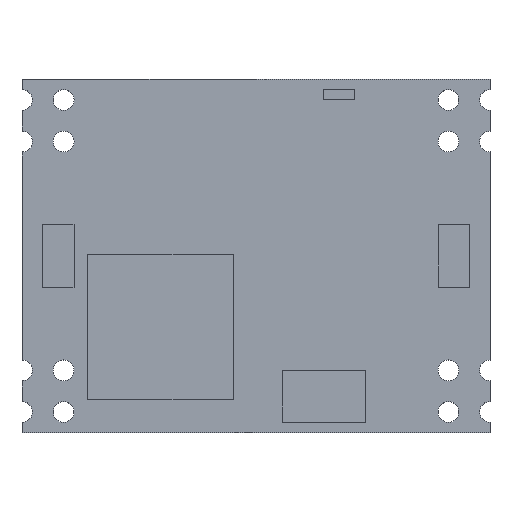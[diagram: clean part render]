
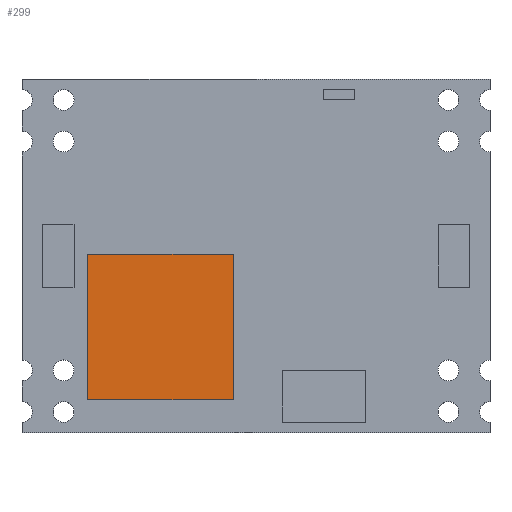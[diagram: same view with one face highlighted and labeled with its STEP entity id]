
A CAD part, top view. The second image highlights one B-rep face of the part: STEP entity #299.
In plain terms, the highlighted planar face has unit normal (0, 0, 1).
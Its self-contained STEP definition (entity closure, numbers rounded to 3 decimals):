
#299=ADVANCED_FACE('',(#744),#746,.T.);
#744=FACE_BOUND('',#745,.T.);
#745=EDGE_LOOP('',(#1019,#1020,#1021,#1022));
#746=PLANE('',#747);
#747=AXIS2_PLACEMENT_3D('',#748,#749,#750);
#748=CARTESIAN_POINT('',(0.,0.,4.));
#749=DIRECTION('',(0.,0.,1.));
#750=DIRECTION('',(1.,0.,0.));
#1019=ORIENTED_EDGE('',*,*,#1152,.T.);
#1020=ORIENTED_EDGE('',*,*,#1158,.T.);
#1021=ORIENTED_EDGE('',*,*,#1156,.T.);
#1022=ORIENTED_EDGE('',*,*,#1154,.T.);
#1152=EDGE_CURVE('',#1381,#1379,#1382,.T.);
#1154=EDGE_CURVE('',#1384,#1381,#1385,.T.);
#1156=EDGE_CURVE('',#1387,#1384,#1388,.T.);
#1158=EDGE_CURVE('',#1379,#1387,#1390,.T.);
#1379=VERTEX_POINT('',#1899);
#1381=VERTEX_POINT('',#1903);
#1382=LINE('',#1904,#1905);
#1384=VERTEX_POINT('',#1910);
#1385=LINE('',#1911,#1912);
#1387=VERTEX_POINT('',#1917);
#1388=LINE('',#1918,#1919);
#1390=LINE('',#1924,#1925);
#1899=CARTESIAN_POINT('',(10.156,8.583,4.));
#1903=CARTESIAN_POINT('',(10.156,1.583,4.));
#1904=CARTESIAN_POINT('',(10.156,1.583,4.));
#1905=VECTOR('',#1906,1.);
#1906=DIRECTION('',(0.,1.,0.));
#1910=CARTESIAN_POINT('',(3.156,1.583,4.));
#1911=CARTESIAN_POINT('',(3.156,1.583,4.));
#1912=VECTOR('',#1913,1.);
#1913=DIRECTION('',(1.,0.,0.));
#1917=CARTESIAN_POINT('',(3.156,8.583,4.));
#1918=CARTESIAN_POINT('',(3.156,8.583,4.));
#1919=VECTOR('',#1920,1.);
#1920=DIRECTION('',(0.,-1.,0.));
#1924=CARTESIAN_POINT('',(10.156,8.583,4.));
#1925=VECTOR('',#1926,1.);
#1926=DIRECTION('',(-1.,0.,0.));
